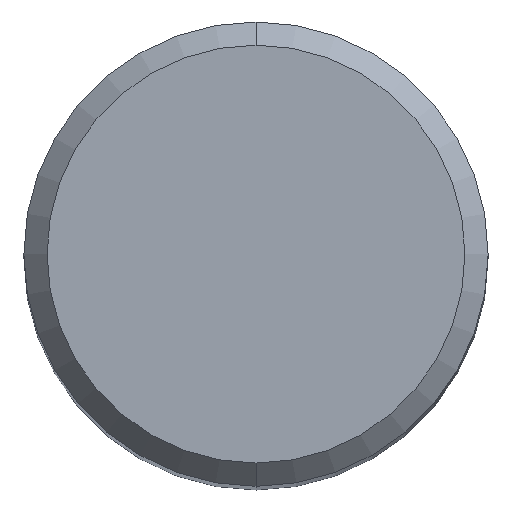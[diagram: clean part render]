
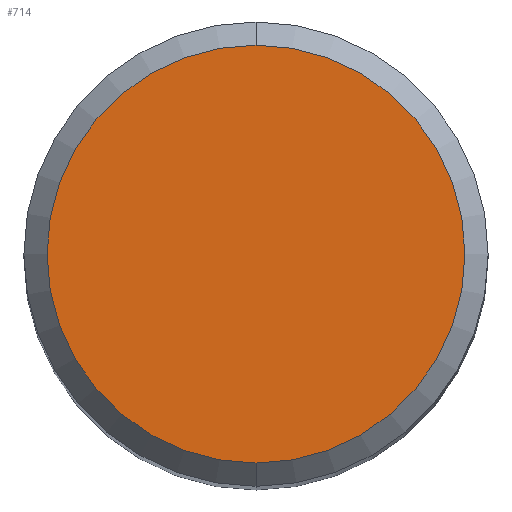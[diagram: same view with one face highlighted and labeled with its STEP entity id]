
A CAD part, top view. The second image highlights one B-rep face of the part: STEP entity #714.
In plain terms, the highlighted planar face has unit normal (0, 0, 1).
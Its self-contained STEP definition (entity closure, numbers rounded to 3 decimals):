
#488=EDGE_CURVE('',#604,#544,#1133,.T.);
#544=VERTEX_POINT('',#1196);
#604=VERTEX_POINT('',#1263);
#650=EDGE_CURVE('',#544,#604,#1310,.T.);
#714=ADVANCED_FACE('',(#1377),#1378,.T.);
#1133=CIRCLE('',#3527,5.4);
#1196=CARTESIAN_POINT('',(0.,-5.4,0.0));
#1263=CARTESIAN_POINT('',(0.0,5.4,0.0));
#1310=CIRCLE('',#6485,5.4);
#1377=FACE_OUTER_BOUND('',#6772,.T.);
#1378=PLANE('',#6773);
#3527=AXIS2_PLACEMENT_3D('',#9539,#9540,#9541);
#6485=AXIS2_PLACEMENT_3D('',#9715,#9716,#9717);
#6772=EDGE_LOOP('',(#9762,#9763));
#6773=AXIS2_PLACEMENT_3D('',#9764,#9765,#9766);
#9539=CARTESIAN_POINT('',(0.0,0.0,0.0));
#9540=DIRECTION('',(0.0,0.0,-1.0));
#9541=DIRECTION('',(0.0,1.0,0.0));
#9715=CARTESIAN_POINT('',(0.0,0.0,0.0));
#9716=DIRECTION('',(0.0,0.0,-1.0));
#9717=DIRECTION('',(0.0,1.0,0.0));
#9762=ORIENTED_EDGE('',*,*,#488,.F.);
#9763=ORIENTED_EDGE('',*,*,#650,.F.);
#9764=CARTESIAN_POINT('',(0.0,2.7,0.0));
#9765=DIRECTION('',(-0.0,0.0,1.0));
#9766=DIRECTION('',(0.0,-1.0,0.0));
